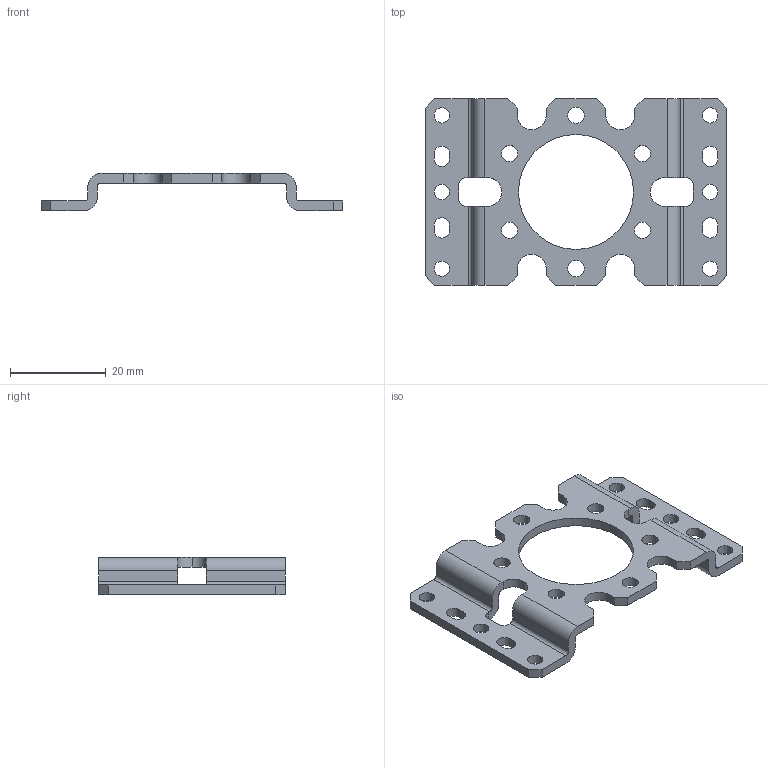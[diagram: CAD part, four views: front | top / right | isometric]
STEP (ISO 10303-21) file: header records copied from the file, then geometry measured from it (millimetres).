
FILE_DESCRIPTION (( 'STEP AP203' ), '1' );
FILE_NAME ('REV-41-1621.STEP', '2023-08-21T18:05:16', ( '' ), ( '' ), 'SwSTEP 2.0', 'SolidWorks 2022', '' );
FILE_SCHEMA (( 'CONFIG_CONTROL_DESIGN' ));
Length unit declared in the file: millimetre
Products named in the file (1): REV-41-1621
Bounding box: 63 x 39 x 7.74 mm (x, y, z)
Volume: 3746.7 mm3; surface area: 4879.6 mm2
Topology: 1 solids, 1 shells, 117 faces, 357 edges, 238 vertices
Faces by surface type: cylinder 61, plane 56
Entity records: 4186 total; most frequent: DIRECTION 715, ORIENTED_EDGE 714, CARTESIAN_POINT 713, EDGE_CURVE 357, AXIS2_PLACEMENT_3D 240, VERTEX_POINT 238, LINE 235, VECTOR 235
